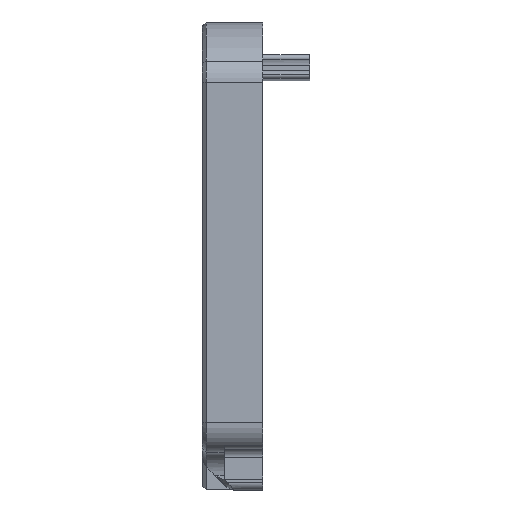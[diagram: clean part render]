
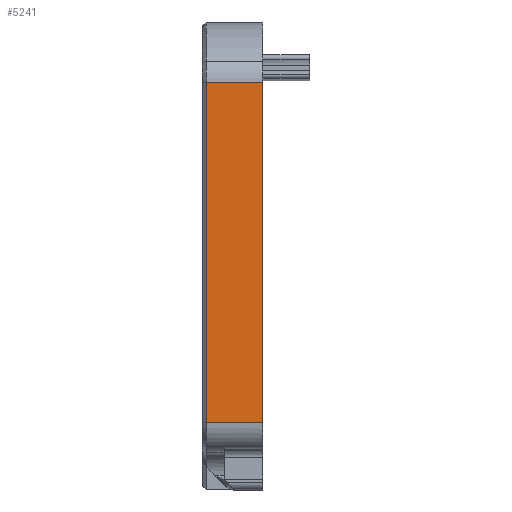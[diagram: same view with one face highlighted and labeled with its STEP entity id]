
A CAD part, front view. The second image highlights one B-rep face of the part: STEP entity #5241.
In plain terms, the highlighted planar face has unit normal (0, -1, 0.001).
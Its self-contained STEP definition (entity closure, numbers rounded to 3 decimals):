
#272 = PLANE('',#273);
#273 = AXIS2_PLACEMENT_3D('',#274,#275,#276);
#274 = CARTESIAN_POINT('',(0.25,-21.85,-29.897));
#275 = DIRECTION('',(-0.707,-0.707,0.001)
  );
#276 = DIRECTION('',(0.,-0.001,
    -1.));
#2160 = VERTEX_POINT('',#2161);
#2161 = CARTESIAN_POINT('',(0.5,-22.044,13.588));
#2198 = CYLINDRICAL_SURFACE('',#2199,4.);
#2199 = AXIS2_PLACEMENT_3D('',#2200,#2201,#2202);
#2200 = CARTESIAN_POINT('',(0.,-18.045,13.492));
#2201 = DIRECTION('',(-1.,0.,0.));
#2202 = DIRECTION('',(0.,1.,0.));
#2268 = VERTEX_POINT('',#2269);
#2269 = CARTESIAN_POINT('',(0.5,-22.1,-29.897));
#2292 = EDGE_CURVE('',#2268,#2160,#2293,.T.);
#2293 = SURFACE_CURVE('',#2294,(#2298,#2305),.PCURVE_S1.);
#2294 = LINE('',#2295,#2296);
#2295 = CARTESIAN_POINT('',(0.5,-22.1,-29.897));
#2296 = VECTOR('',#2297,1.);
#2297 = DIRECTION('',(0.,0.001,1.));
#2298 = PCURVE('',#272,#2299);
#2299 = DEFINITIONAL_REPRESENTATION('',(#2300),#2304);
#2300 = LINE('',#2301,#2302);
#2301 = CARTESIAN_POINT('',(0.,0.354));
#2302 = VECTOR('',#2303,1.);
#2303 = DIRECTION('',(-1.,0.));
#2304 = ( GEOMETRIC_REPRESENTATION_CONTEXT(2) 
PARAMETRIC_REPRESENTATION_CONTEXT() REPRESENTATION_CONTEXT('2D SPACE',''
  ) );
#2305 = PCURVE('',#2306,#2311);
#2306 = PLANE('',#2307);
#2307 = AXIS2_PLACEMENT_3D('',#2308,#2309,#2310);
#2308 = CARTESIAN_POINT('',(0.,-22.044,13.588));
#2309 = DIRECTION('',(0.,1.,-0.001));
#2310 = DIRECTION('',(0.,-0.001,-1.));
#2311 = DEFINITIONAL_REPRESENTATION('',(#2312),#2316);
#2312 = LINE('',#2313,#2314);
#2313 = CARTESIAN_POINT('',(43.485,-0.5));
#2314 = VECTOR('',#2315,1.);
#2315 = DIRECTION('',(-1.,0.));
#2316 = ( GEOMETRIC_REPRESENTATION_CONTEXT(2) 
PARAMETRIC_REPRESENTATION_CONTEXT() REPRESENTATION_CONTEXT('2D SPACE',''
  ) );
#2415 = CYLINDRICAL_SURFACE('',#2416,3.8);
#2416 = AXIS2_PLACEMENT_3D('',#2417,#2418,#2419);
#2417 = CARTESIAN_POINT('',(0.,-18.3,-29.897)
  );
#2418 = DIRECTION('',(-1.,0.,0.));
#2419 = DIRECTION('',(0.,1.,0.));
#3195 = PLANE('',#3196);
#3196 = AXIS2_PLACEMENT_3D('',#3197,#3198,#3199);
#3197 = CARTESIAN_POINT('',(7.7,0.041,-6.554));
#3198 = DIRECTION('',(1.,0.,0.));
#3199 = DIRECTION('',(0.,0.,1.));
#5086 = VERTEX_POINT('',#5087);
#5087 = CARTESIAN_POINT('',(7.7,-22.044,13.588));
#5109 = EDGE_CURVE('',#2160,#5086,#5110,.T.);
#5110 = SURFACE_CURVE('',#5111,(#5115,#5122),.PCURVE_S1.);
#5111 = LINE('',#5112,#5113);
#5112 = CARTESIAN_POINT('',(0.,-22.044,13.588));
#5113 = VECTOR('',#5114,1.);
#5114 = DIRECTION('',(1.,0.,0.));
#5115 = PCURVE('',#2198,#5116);
#5116 = DEFINITIONAL_REPRESENTATION('',(#5117),#5121);
#5117 = LINE('',#5118,#5119);
#5118 = CARTESIAN_POINT('',(-3.118,0.));
#5119 = VECTOR('',#5120,1.);
#5120 = DIRECTION('',(-0.,-1.));
#5121 = ( GEOMETRIC_REPRESENTATION_CONTEXT(2) 
PARAMETRIC_REPRESENTATION_CONTEXT() REPRESENTATION_CONTEXT('2D SPACE',''
  ) );
#5122 = PCURVE('',#2306,#5123);
#5123 = DEFINITIONAL_REPRESENTATION('',(#5124),#5128);
#5124 = LINE('',#5125,#5126);
#5125 = CARTESIAN_POINT('',(0.,-0.));
#5126 = VECTOR('',#5127,1.);
#5127 = DIRECTION('',(0.,-1.));
#5128 = ( GEOMETRIC_REPRESENTATION_CONTEXT(2) 
PARAMETRIC_REPRESENTATION_CONTEXT() REPRESENTATION_CONTEXT('2D SPACE',''
  ) );
#5241 = ADVANCED_FACE('',(#5242),#2306,.F.);
#5242 = FACE_BOUND('',#5243,.F.);
#5243 = EDGE_LOOP('',(#5244,#5245,#5268,#5289));
#5244 = ORIENTED_EDGE('',*,*,#5109,.T.);
#5245 = ORIENTED_EDGE('',*,*,#5246,.T.);
#5246 = EDGE_CURVE('',#5086,#5247,#5249,.T.);
#5247 = VERTEX_POINT('',#5248);
#5248 = CARTESIAN_POINT('',(7.7,-22.1,-29.897));
#5249 = SURFACE_CURVE('',#5250,(#5254,#5261),.PCURVE_S1.);
#5250 = LINE('',#5251,#5252);
#5251 = CARTESIAN_POINT('',(7.7,-22.044,13.588));
#5252 = VECTOR('',#5253,1.);
#5253 = DIRECTION('',(0.,-0.001,-1.));
#5254 = PCURVE('',#2306,#5255);
#5255 = DEFINITIONAL_REPRESENTATION('',(#5256),#5260);
#5256 = LINE('',#5257,#5258);
#5257 = CARTESIAN_POINT('',(0.,-7.7));
#5258 = VECTOR('',#5259,1.);
#5259 = DIRECTION('',(1.,0.));
#5260 = ( GEOMETRIC_REPRESENTATION_CONTEXT(2) 
PARAMETRIC_REPRESENTATION_CONTEXT() REPRESENTATION_CONTEXT('2D SPACE',''
  ) );
#5261 = PCURVE('',#3195,#5262);
#5262 = DEFINITIONAL_REPRESENTATION('',(#5263),#5267);
#5263 = LINE('',#5264,#5265);
#5264 = CARTESIAN_POINT('',(20.142,22.085));
#5265 = VECTOR('',#5266,1.);
#5266 = DIRECTION('',(-1.,0.001));
#5267 = ( GEOMETRIC_REPRESENTATION_CONTEXT(2) 
PARAMETRIC_REPRESENTATION_CONTEXT() REPRESENTATION_CONTEXT('2D SPACE',''
  ) );
#5268 = ORIENTED_EDGE('',*,*,#5269,.F.);
#5269 = EDGE_CURVE('',#2268,#5247,#5270,.T.);
#5270 = SURFACE_CURVE('',#5271,(#5275,#5282),.PCURVE_S1.);
#5271 = LINE('',#5272,#5273);
#5272 = CARTESIAN_POINT('',(0.,-22.1,-29.897)
  );
#5273 = VECTOR('',#5274,1.);
#5274 = DIRECTION('',(1.,0.,0.));
#5275 = PCURVE('',#2306,#5276);
#5276 = DEFINITIONAL_REPRESENTATION('',(#5277),#5281);
#5277 = LINE('',#5278,#5279);
#5278 = CARTESIAN_POINT('',(43.485,0.));
#5279 = VECTOR('',#5280,1.);
#5280 = DIRECTION('',(0.,-1.));
#5281 = ( GEOMETRIC_REPRESENTATION_CONTEXT(2) 
PARAMETRIC_REPRESENTATION_CONTEXT() REPRESENTATION_CONTEXT('2D SPACE',''
  ) );
#5282 = PCURVE('',#2415,#5283);
#5283 = DEFINITIONAL_REPRESENTATION('',(#5284),#5288);
#5284 = LINE('',#5285,#5286);
#5285 = CARTESIAN_POINT('',(-3.142,0.));
#5286 = VECTOR('',#5287,1.);
#5287 = DIRECTION('',(-0.,-1.));
#5288 = ( GEOMETRIC_REPRESENTATION_CONTEXT(2) 
PARAMETRIC_REPRESENTATION_CONTEXT() REPRESENTATION_CONTEXT('2D SPACE',''
  ) );
#5289 = ORIENTED_EDGE('',*,*,#2292,.T.);
